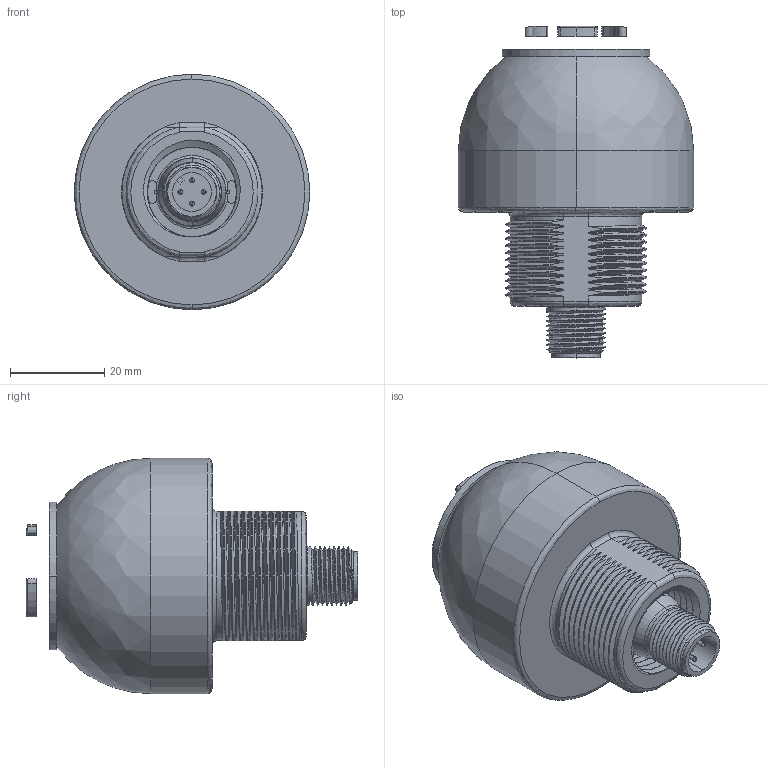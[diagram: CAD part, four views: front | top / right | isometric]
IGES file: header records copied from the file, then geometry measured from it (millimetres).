
Start section:  PTC IGES file: 158882.igs
Global section: file name: 158882.igs; native system: Pro/ENGINEER by Parametric Technology Corporation; preprocessor: 2009141; author: banengservice; organization: Unknown; date: 20110818.112517; units: inch
Bounding box: 50 x 70.52 x 50 mm (x, y, z)
Volume: 30933 mm3; surface area: 24761.3 mm2
Topology: 6 solids, 8 shells, 462 faces, 1118 edges, 700 vertices
Faces by surface type: revolution 273, bspline 183, extrusion 6
